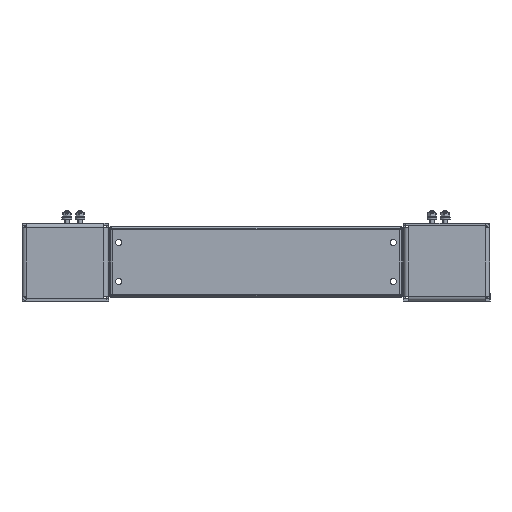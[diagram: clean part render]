
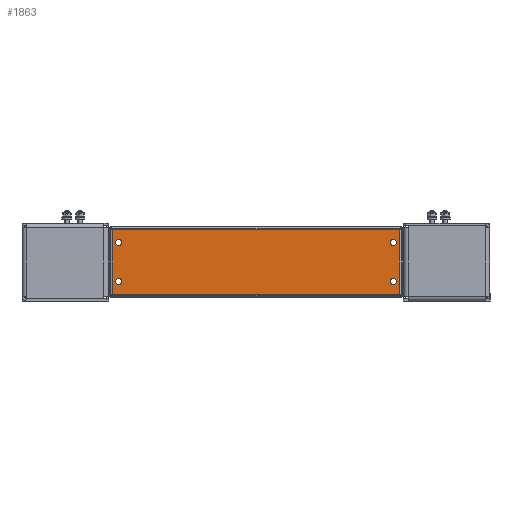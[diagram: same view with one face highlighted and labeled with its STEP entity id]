
A CAD part, left-side view. The second image highlights one B-rep face of the part: STEP entity #1863.
In plain terms, the highlighted face is planar.
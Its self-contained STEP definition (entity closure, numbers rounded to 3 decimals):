
#145 = DIRECTION ( 'NONE',  ( 0., 0., 1. ) ) ;
#224 = AXIS2_PLACEMENT_3D ( 'NONE', #6819, #8458, #1190 ) ;
#265 = DIRECTION ( 'NONE',  ( 0., 0., 1. ) ) ;
#454 = CARTESIAN_POINT ( 'NONE',  ( 180., -25., 0. ) ) ;
#560 = DIRECTION ( 'NONE',  ( 0., 0., 1. ) ) ;
#630 = LINE ( 'NONE', #9492, #7692 ) ;
#734 = AXIS2_PLACEMENT_3D ( 'NONE', #8409, #7918, #9161 ) ;
#808 = CARTESIAN_POINT ( 'NONE',  ( 184.5, -45., 0. ) ) ;
#860 = LINE ( 'NONE', #808, #10393 ) ;
#889 = VECTOR ( 'NONE', #9590, 1000. ) ;
#918 = DIRECTION ( 'NONE',  ( -1., 0., 0. ) ) ;
#1047 = VERTEX_POINT ( 'NONE', #5909 ) ;
#1158 = EDGE_CURVE ( 'NONE', #8861, #5944, #3444, .T. ) ;
#1190 = DIRECTION ( 'NONE',  ( -1., 0., 0. ) ) ;
#1200 = ORIENTED_EDGE ( 'NONE', *, *, #8045, .T. ) ;
#1234 = CIRCLE ( 'NONE', #734, 4. ) ;
#1243 = CIRCLE ( 'NONE', #3611, 4. ) ;
#1281 = DIRECTION ( 'NONE',  ( -1., 0., 0. ) ) ;
#1552 = DIRECTION ( 'NONE',  ( 0., 0., 1. ) ) ;
#1767 = CARTESIAN_POINT ( 'NONE',  ( -172., -25., 0. ) ) ;
#1834 = CARTESIAN_POINT ( 'NONE',  ( -180., 25., 0. ) ) ;
#1848 = ORIENTED_EDGE ( 'NONE', *, *, #1158, .F. ) ;
#1863 = ADVANCED_FACE ( 'NONE', ( #2811, #6053, #9300, #2032, #3666 ), #5256, .F. ) ;
#2032 = FACE_BOUND ( 'NONE', #2187, .T. ) ;
#2100 = EDGE_LOOP ( 'NONE', ( #1200, #9342, #9242, #6722 ) ) ;
#2165 = LINE ( 'NONE', #5500, #889 ) ;
#2187 = EDGE_LOOP ( 'NONE', ( #9983, #4593 ) ) ;
#2228 = DIRECTION ( 'NONE',  ( 0., -1., 0. ) ) ;
#2261 = CARTESIAN_POINT ( 'NONE',  ( -176., -25., 0. ) ) ;
#2460 = DIRECTION ( 'NONE',  ( 0., 1., 0. ) ) ;
#2462 = EDGE_CURVE ( 'NONE', #10267, #7040, #630, .T. ) ;
#2654 = CIRCLE ( 'NONE', #7559, 4. ) ;
#2694 = AXIS2_PLACEMENT_3D ( 'NONE', #8285, #8333, #918 ) ;
#2811 = FACE_BOUND ( 'NONE', #8149, .T. ) ;
#2824 = VERTEX_POINT ( 'NONE', #9382 ) ;
#2986 = ORIENTED_EDGE ( 'NONE', *, *, #8508, .F. ) ;
#2994 = CARTESIAN_POINT ( 'NONE',  ( 176., -25., 0. ) ) ;
#3340 = DIRECTION ( 'NONE',  ( 1., 0., 0. ) ) ;
#3380 = EDGE_CURVE ( 'NONE', #5944, #8861, #1234, .T. ) ;
#3444 = CIRCLE ( 'NONE', #224, 4. ) ;
#3501 = CARTESIAN_POINT ( 'NONE',  ( -176., 25., 0. ) ) ;
#3611 = AXIS2_PLACEMENT_3D ( 'NONE', #6461, #145, #6678 ) ;
#3626 = EDGE_CURVE ( 'NONE', #9083, #1047, #860, .T. ) ;
#3666 = FACE_OUTER_BOUND ( 'NONE', #2100, .T. ) ;
#3679 = VERTEX_POINT ( 'NONE', #4343 ) ;
#3790 = DIRECTION ( 'NONE',  ( -1., 0., 0. ) ) ;
#4011 = CIRCLE ( 'NONE', #5361, 4. ) ;
#4343 = CARTESIAN_POINT ( 'NONE',  ( 172., -25., 0. ) ) ;
#4593 = ORIENTED_EDGE ( 'NONE', *, *, #5928, .F. ) ;
#4729 = CIRCLE ( 'NONE', #6254, 4. ) ;
#4778 = DIRECTION ( 'NONE',  ( 1., 0., 0. ) ) ;
#5027 = CARTESIAN_POINT ( 'NONE',  ( 180., 25., 0. ) ) ;
#5256 = PLANE ( 'NONE',  #8882 ) ;
#5361 = AXIS2_PLACEMENT_3D ( 'NONE', #2261, #560, #3790 ) ;
#5487 = CARTESIAN_POINT ( 'NONE',  ( 184.5, -41.5, 0. ) ) ;
#5500 = CARTESIAN_POINT ( 'NONE',  ( 184.5, 41.5, 0. ) ) ;
#5609 = EDGE_CURVE ( 'NONE', #2824, #9406, #8810, .T. ) ;
#5808 = DIRECTION ( 'NONE',  ( 1., 0., 0. ) ) ;
#5821 = CARTESIAN_POINT ( 'NONE',  ( -176., 25., 0. ) ) ;
#5909 = CARTESIAN_POINT ( 'NONE',  ( 184.5, 41.5, 0. ) ) ;
#5928 = EDGE_CURVE ( 'NONE', #9071, #8020, #4729, .T. ) ;
#5944 = VERTEX_POINT ( 'NONE', #5027 ) ;
#6053 = FACE_BOUND ( 'NONE', #8986, .T. ) ;
#6230 = DIRECTION ( 'NONE',  ( 0., 0., 1. ) ) ;
#6238 = EDGE_LOOP ( 'NONE', ( #10096, #7521 ) ) ;
#6254 = AXIS2_PLACEMENT_3D ( 'NONE', #3501, #265, #3340 ) ;
#6318 = CARTESIAN_POINT ( 'NONE',  ( -184.5, -41.5, 0. ) ) ;
#6461 = CARTESIAN_POINT ( 'NONE',  ( 176., -25., 0. ) ) ;
#6510 = CIRCLE ( 'NONE', #7013, 4. ) ;
#6610 = LINE ( 'NONE', #9841, #9433 ) ;
#6678 = DIRECTION ( 'NONE',  ( 1., 0., 0. ) ) ;
#6722 = ORIENTED_EDGE ( 'NONE', *, *, #2462, .T. ) ;
#6819 = CARTESIAN_POINT ( 'NONE',  ( 176., 25., 0. ) ) ;
#6912 = DIRECTION ( 'NONE',  ( 0., 0., -1. ) ) ;
#7013 = AXIS2_PLACEMENT_3D ( 'NONE', #5821, #1552, #4778 ) ;
#7026 = ORIENTED_EDGE ( 'NONE', *, *, #3380, .F. ) ;
#7040 = VERTEX_POINT ( 'NONE', #6318 ) ;
#7521 = ORIENTED_EDGE ( 'NONE', *, *, #5609, .F. ) ;
#7553 = CARTESIAN_POINT ( 'NONE',  ( -184.5, 41.5, 0. ) ) ;
#7559 = AXIS2_PLACEMENT_3D ( 'NONE', #2994, #6230, #9632 ) ;
#7692 = VECTOR ( 'NONE', #2228, 1000. ) ;
#7918 = DIRECTION ( 'NONE',  ( 0., 0., 1. ) ) ;
#7931 = ORIENTED_EDGE ( 'NONE', *, *, #8223, .F. ) ;
#8020 = VERTEX_POINT ( 'NONE', #8145 ) ;
#8045 = EDGE_CURVE ( 'NONE', #7040, #9083, #6610, .T. ) ;
#8145 = CARTESIAN_POINT ( 'NONE',  ( -172., 25., 0. ) ) ;
#8149 = EDGE_LOOP ( 'NONE', ( #7026, #1848 ) ) ;
#8157 = VERTEX_POINT ( 'NONE', #454 ) ;
#8192 = EDGE_CURVE ( 'NONE', #9406, #2824, #4011, .T. ) ;
#8223 = EDGE_CURVE ( 'NONE', #8157, #3679, #2654, .T. ) ;
#8285 = CARTESIAN_POINT ( 'NONE',  ( -176., -25., 0. ) ) ;
#8333 = DIRECTION ( 'NONE',  ( 0., 0., 1. ) ) ;
#8409 = CARTESIAN_POINT ( 'NONE',  ( 176., 25., 0. ) ) ;
#8458 = DIRECTION ( 'NONE',  ( 0., 0., 1. ) ) ;
#8501 = CARTESIAN_POINT ( 'NONE',  ( 0., 0., 0. ) ) ;
#8508 = EDGE_CURVE ( 'NONE', #3679, #8157, #1243, .T. ) ;
#8810 = CIRCLE ( 'NONE', #2694, 4. ) ;
#8861 = VERTEX_POINT ( 'NONE', #8902 ) ;
#8882 = AXIS2_PLACEMENT_3D ( 'NONE', #8501, #6912, #1281 ) ;
#8902 = CARTESIAN_POINT ( 'NONE',  ( 172., 25., 0. ) ) ;
#8986 = EDGE_LOOP ( 'NONE', ( #7931, #2986 ) ) ;
#9071 = VERTEX_POINT ( 'NONE', #1834 ) ;
#9083 = VERTEX_POINT ( 'NONE', #5487 ) ;
#9161 = DIRECTION ( 'NONE',  ( -1., 0., 0. ) ) ;
#9242 = ORIENTED_EDGE ( 'NONE', *, *, #10167, .T. ) ;
#9300 = FACE_BOUND ( 'NONE', #6238, .T. ) ;
#9342 = ORIENTED_EDGE ( 'NONE', *, *, #3626, .T. ) ;
#9382 = CARTESIAN_POINT ( 'NONE',  ( -180., -25., 0. ) ) ;
#9406 = VERTEX_POINT ( 'NONE', #1767 ) ;
#9433 = VECTOR ( 'NONE', #5808, 1000. ) ;
#9492 = CARTESIAN_POINT ( 'NONE',  ( -184.5, 45., 0. ) ) ;
#9590 = DIRECTION ( 'NONE',  ( -1., 0., 0. ) ) ;
#9632 = DIRECTION ( 'NONE',  ( 1., 0., 0. ) ) ;
#9734 = EDGE_CURVE ( 'NONE', #8020, #9071, #6510, .T. ) ;
#9841 = CARTESIAN_POINT ( 'NONE',  ( -184.5, -41.5, 0. ) ) ;
#9983 = ORIENTED_EDGE ( 'NONE', *, *, #9734, .F. ) ;
#10096 = ORIENTED_EDGE ( 'NONE', *, *, #8192, .F. ) ;
#10167 = EDGE_CURVE ( 'NONE', #1047, #10267, #2165, .T. ) ;
#10267 = VERTEX_POINT ( 'NONE', #7553 ) ;
#10393 = VECTOR ( 'NONE', #2460, 1000. ) ;
